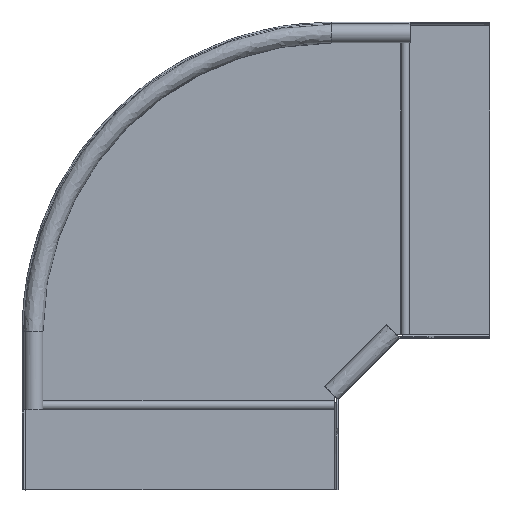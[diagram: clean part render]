
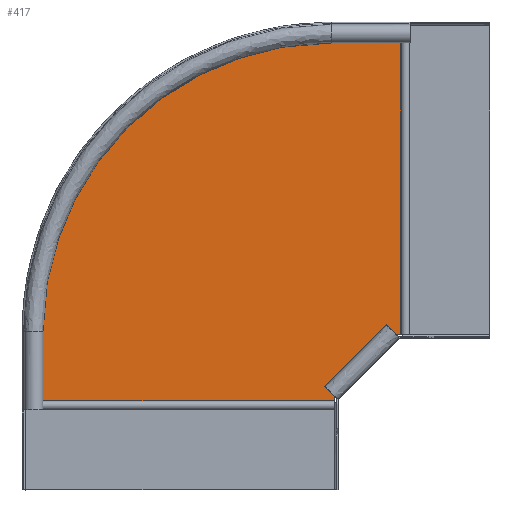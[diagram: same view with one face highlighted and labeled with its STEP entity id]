
A CAD part, top view. The second image highlights one B-rep face of the part: STEP entity #417.
In plain terms, the highlighted planar face has unit normal (0, 0, 1).
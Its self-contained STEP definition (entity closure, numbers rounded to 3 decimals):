
#417=ADVANCED_FACE('',(#798),#6099,.T.);
#798=FACE_OUTER_BOUND('',#1204,.T.);
#1204=EDGE_LOOP('',(#3086,#3087,#3088,#3089,#3090,#3091,#3092,#3093));
#3086=ORIENTED_EDGE('',*,*,#4064,.F.);
#3087=ORIENTED_EDGE('',*,*,#4077,.F.);
#3088=ORIENTED_EDGE('',*,*,#4093,.F.);
#3089=ORIENTED_EDGE('',*,*,#4097,.F.);
#3090=ORIENTED_EDGE('',*,*,#4106,.F.);
#3091=ORIENTED_EDGE('',*,*,#4107,.T.);
#3092=ORIENTED_EDGE('',*,*,#4105,.F.);
#3093=ORIENTED_EDGE('',*,*,#4100,.F.);
#4064=EDGE_CURVE('',#5683,#5682,#5062,.T.);
#4077=EDGE_CURVE('',#5694,#5683,#5071,.T.);
#4093=EDGE_CURVE('',#5700,#5694,#5079,.T.);
#4097=EDGE_CURVE('',#5702,#5700,#4282,.T.);
#4100=EDGE_CURVE('',#5682,#5705,#5084,.T.);
#4105=EDGE_CURVE('',#5705,#5708,#5089,.T.);
#4106=EDGE_CURVE('',#5709,#5702,#5090,.T.);
#4107=EDGE_CURVE('',#5709,#5708,#5091,.T.);
#4282=(
BOUNDED_CURVE()
B_SPLINE_CURVE(2,(#16758,#16759,#16760),.UNSPECIFIED.,.F.,.F.)
B_SPLINE_CURVE_WITH_KNOTS((3,3),(-309.447,0.),.UNSPECIFIED.)
CURVE()
GEOMETRIC_REPRESENTATION_ITEM()
RATIONAL_B_SPLINE_CURVE((1.,0.707,1.))
REPRESENTATION_ITEM('')
);
#5062=B_SPLINE_CURVE_WITH_KNOTS('',1,(#16672,#16673),.UNSPECIFIED.,.F.,
 .F.,(2,2),(-1.972,0.),.UNSPECIFIED.);
#5071=B_SPLINE_CURVE_WITH_KNOTS('',1,(#16704,#16705),.UNSPECIFIED.,.F.,
 .F.,(2,2),(0.,198.5),.UNSPECIFIED.);
#5079=B_SPLINE_CURVE_WITH_KNOTS('',1,(#16750,#16751),.UNSPECIFIED.,.F.,
 .F.,(2,2),(-44.522,0.),.UNSPECIFIED.);
#5084=B_SPLINE_CURVE_WITH_KNOTS('',1,(#16766,#16767),.UNSPECIFIED.,.F.,
 .F.,(2,2),(-58.053,0.),.UNSPECIFIED.);
#5089=B_SPLINE_CURVE_WITH_KNOTS('',1,(#16776,#16777),.UNSPECIFIED.,.F.,
 .F.,(2,2),(-1.972,0.),.UNSPECIFIED.);
#5090=B_SPLINE_CURVE_WITH_KNOTS('',1,(#16778,#16779),.UNSPECIFIED.,.F.,
 .F.,(2,2),(-44.522,0.),.UNSPECIFIED.);
#5091=B_SPLINE_CURVE_WITH_KNOTS('',1,(#16780,#16781),.UNSPECIFIED.,.F.,
 .F.,(2,2),(0.,198.5),.UNSPECIFIED.);
#5682=VERTEX_POINT('',#16624);
#5683=VERTEX_POINT('',#16625);
#5694=VERTEX_POINT('',#16636);
#5700=VERTEX_POINT('',#16642);
#5702=VERTEX_POINT('',#16644);
#5705=VERTEX_POINT('',#16647);
#5708=VERTEX_POINT('',#16650);
#5709=VERTEX_POINT('',#16651);
#6099=PLANE('',#6365);
#6365=AXIS2_PLACEMENT_3D('',#16504,#6596,$);
#6596=DIRECTION('',(0.,0.,1.));
#16504=CARTESIAN_POINT('',(-33.175,-168.169,1.25));
#16624=CARTESIAN_POINT('',(-59.3,-100.995,1.25));
#16625=CARTESIAN_POINT('',(-57.328,-100.995,1.25));
#16636=CARTESIAN_POINT('',(-57.328,97.505,1.25));
#16642=CARTESIAN_POINT('',(-101.85,97.505,1.25));
#16644=CARTESIAN_POINT('',(-298.85,-99.495,1.25));
#16647=CARTESIAN_POINT('',(-100.35,-142.045,1.25));
#16650=CARTESIAN_POINT('',(-100.35,-144.016,1.25));
#16651=CARTESIAN_POINT('',(-298.85,-144.016,1.25));
#16672=CARTESIAN_POINT('',(-57.328,-100.995,1.25));
#16673=CARTESIAN_POINT('',(-59.3,-100.995,1.25));
#16704=CARTESIAN_POINT('',(-57.328,97.505,1.25));
#16705=CARTESIAN_POINT('',(-57.328,-100.995,1.25));
#16750=CARTESIAN_POINT('',(-101.85,97.505,1.25));
#16751=CARTESIAN_POINT('',(-57.328,97.505,1.25));
#16758=CARTESIAN_POINT('',(-298.85,-99.495,1.25));
#16759=CARTESIAN_POINT('',(-298.85,97.505,1.25));
#16760=CARTESIAN_POINT('',(-101.85,97.505,1.25));
#16766=CARTESIAN_POINT('',(-59.3,-100.995,1.25));
#16767=CARTESIAN_POINT('',(-100.35,-142.045,1.25));
#16776=CARTESIAN_POINT('',(-100.35,-142.045,1.25));
#16777=CARTESIAN_POINT('',(-100.35,-144.016,1.25));
#16778=CARTESIAN_POINT('',(-298.85,-144.016,1.25));
#16779=CARTESIAN_POINT('',(-298.85,-99.495,1.25));
#16780=CARTESIAN_POINT('',(-298.85,-144.016,1.25));
#16781=CARTESIAN_POINT('',(-100.35,-144.016,1.25));
